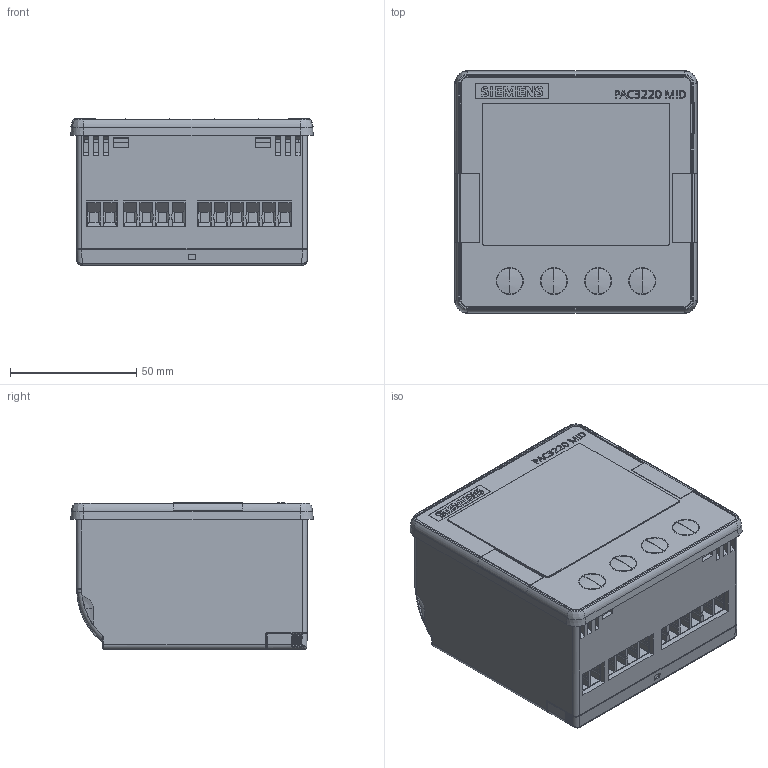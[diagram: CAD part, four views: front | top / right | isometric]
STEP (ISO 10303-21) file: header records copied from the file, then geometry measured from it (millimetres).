
FILE_DESCRIPTION(/* description */ (''),/* implementation_level */ '2;1');
FILE_NAME(/* name */ '7KM3220_v.stp',/* time_stamp */ '2024-01-25T10:30:29+01:00',/* author */ (''),/* organization */ (''),/* preprocessor_version */ 'ST-DEVELOPER v19.3',/* originating_system */ 'SIEMENS PLM Software NX2212.1700',/* authorisation */ '');
FILE_SCHEMA (('AUTOMOTIVE_DESIGN { 1 0 10303 214 3 1 1 1 }'));
Products named in the file (1): model1
Bounding box: 96.13 x 96.16 x 58.1 mm (x, y, z)
Volume: 428615.4 mm3; surface area: 69321.8 mm2
Topology: 1 solids, 20 shells, 1624 faces, 4516 edges, 2965 vertices
Faces by surface type: plane 1099, cylinder 363, torus 77, extrusion 27, bspline 23, sphere 20, cone 15
Entity records: 66721 total; most frequent: CARTESIAN_POINT 14225, ORIENTED_EDGE 8996, DIRECTION 7896, EDGE_CURVE 4498, VECTOR 2988, VERTEX_POINT 2965, LINE 2961, AXIS2_PLACEMENT_3D 2454
